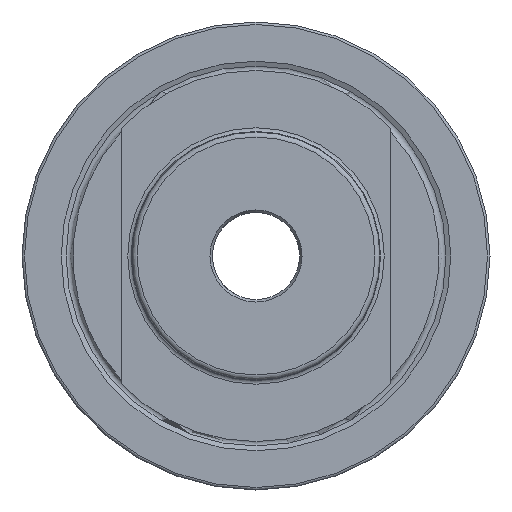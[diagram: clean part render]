
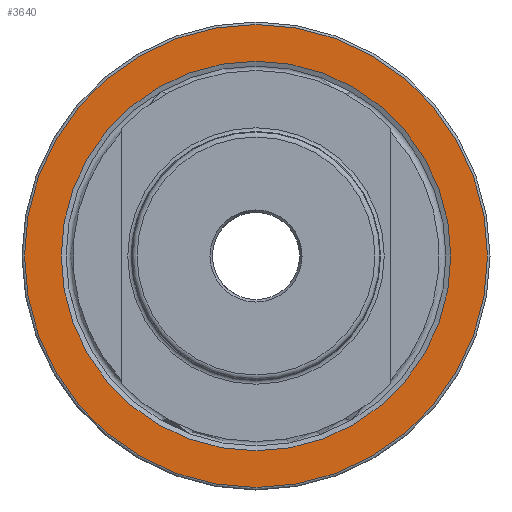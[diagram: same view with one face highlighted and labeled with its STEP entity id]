
A CAD part, left-side view. The second image highlights one B-rep face of the part: STEP entity #3640.
In plain terms, the highlighted planar face has unit normal (-1, 0, 0).
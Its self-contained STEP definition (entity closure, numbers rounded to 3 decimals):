
#433 = CIRCLE ( 'NONE', #3269, 39.126 ) ;
#490 = DIRECTION ( 'NONE',  ( -1., 0., 0. ) ) ;
#578 = ORIENTED_EDGE ( 'NONE', *, *, #2196, .F. ) ;
#653 = CARTESIAN_POINT ( 'NONE',  ( 50., 0., 0. ) ) ;
#693 = VERTEX_POINT ( 'NONE', #1222 ) ;
#1124 = ORIENTED_EDGE ( 'NONE', *, *, #2015, .T. ) ;
#1189 = FACE_BOUND ( 'NONE', #2422, .T. ) ;
#1222 = CARTESIAN_POINT ( 'NONE',  ( 50., 0., 39.126 ) ) ;
#1819 = CIRCLE ( 'NONE', #2236, 46.5 ) ;
#1985 = CARTESIAN_POINT ( 'NONE',  ( 50., 0., 0. ) ) ;
#2015 = EDGE_CURVE ( 'NONE', #2955, #2955, #1819, .T. ) ;
#2196 = EDGE_CURVE ( 'NONE', #693, #693, #433, .T. ) ;
#2231 = DIRECTION ( 'NONE',  ( 0., 0., -1. ) ) ;
#2236 = AXIS2_PLACEMENT_3D ( 'NONE', #653, #2814, #3438 ) ;
#2422 = EDGE_LOOP ( 'NONE', ( #578 ) ) ;
#2491 = PLANE ( 'NONE',  #3551 ) ;
#2804 = CARTESIAN_POINT ( 'NONE',  ( 50., 0., 39.126 ) ) ;
#2814 = DIRECTION ( 'NONE',  ( -1., 0., 0. ) ) ;
#2838 = DIRECTION ( 'NONE',  ( 1., 0., 0. ) ) ;
#2955 = VERTEX_POINT ( 'NONE', #3067 ) ;
#3067 = CARTESIAN_POINT ( 'NONE',  ( 50., 0., 46.5 ) ) ;
#3269 = AXIS2_PLACEMENT_3D ( 'NONE', #1985, #490, #3503 ) ;
#3379 = FACE_OUTER_BOUND ( 'NONE', #3843, .T. ) ;
#3438 = DIRECTION ( 'NONE',  ( 0., 0., 1. ) ) ;
#3503 = DIRECTION ( 'NONE',  ( 0., 0., 1. ) ) ;
#3551 = AXIS2_PLACEMENT_3D ( 'NONE', #2804, #2838, #2231 ) ;
#3640 = ADVANCED_FACE ( 'NONE', ( #1189, #3379 ), #2491, .F. ) ;
#3843 = EDGE_LOOP ( 'NONE', ( #1124 ) ) ;
